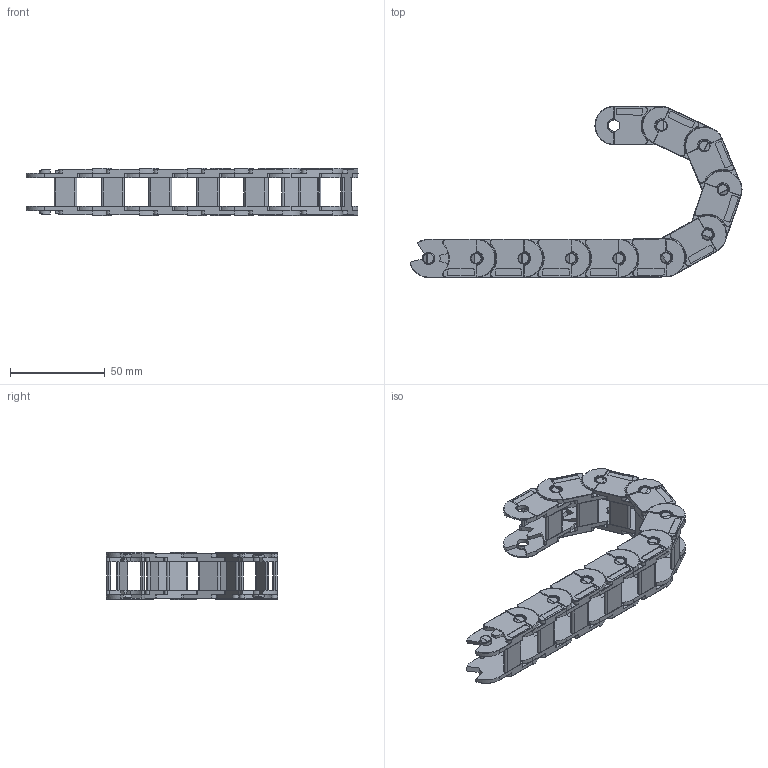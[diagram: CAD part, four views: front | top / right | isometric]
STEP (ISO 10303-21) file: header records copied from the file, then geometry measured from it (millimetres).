
FILE_DESCRIPTION (( 'STEP AP214' ), '1' );
FILE_NAME ('CK15-F015-R35-J.STEP', '2019-09-02T12:57:30', ( '' ), ( '' ), 'SwSTEP 2.0', 'SolidWorks 2017', '' );
FILE_SCHEMA (( 'AUTOMOTIVE_DESIGN' ));
Length unit declared in the file: millimetre
Products named in the file (2): CK15-F015-R35-J; CK15X15F-R035
Assembly tree (10 placements, depth 2):
  CK15-F015-R35-J
    CK15X15F-R035  x10
Bounding box: 174.97 x 90.2 x 25 mm (x, y, z)
Volume: 48155.6 mm3; surface area: 48250.8 mm2
Topology: 10 solids, 10 shells, 1670 faces, 4310 edges, 2730 vertices
Faces by surface type: cylinder 800, plane 580, torus 180, sphere 50, bspline 40, cone 20
Entity records: 5416 total; most frequent: CARTESIAN_POINT 1166, DIRECTION 932, ORIENTED_EDGE 860, EDGE_CURVE 430, AXIS2_PLACEMENT_3D 369, VERTEX_POINT 273, VECTOR 194, LINE 194
